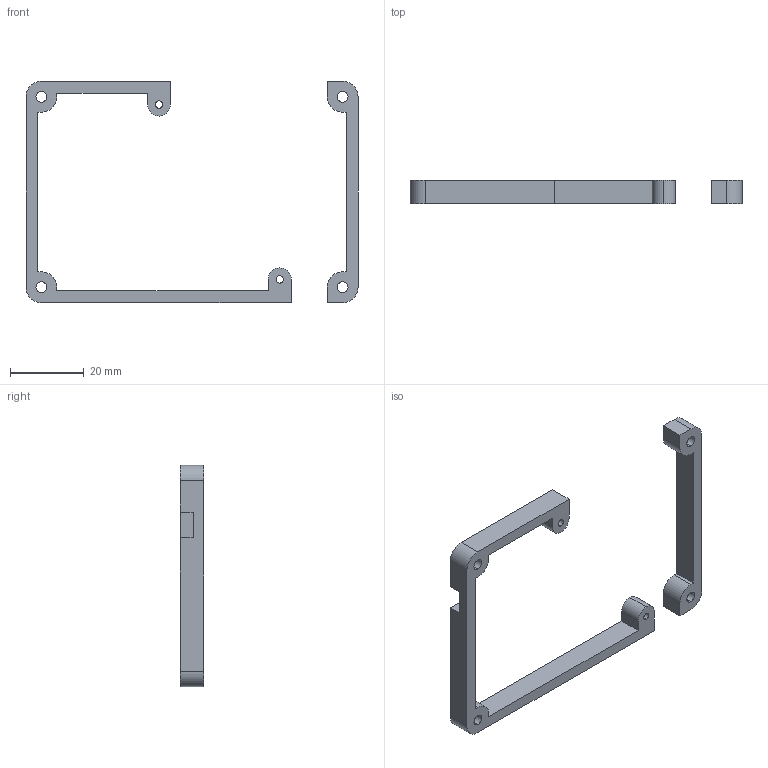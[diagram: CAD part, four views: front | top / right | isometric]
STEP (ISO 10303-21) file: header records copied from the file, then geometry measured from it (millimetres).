
FILE_DESCRIPTION (( 'STEP AP203' ), '1' );
FILE_NAME ('LEDCON.CORESIDE.STEP', '2015-04-08T21:58:38', ( '' ), ( '' ), 'SwSTEP 2.0', 'SolidWorks 2015', '' );
FILE_SCHEMA (( 'CONFIG_CONTROL_DESIGN' ));
Length unit declared in the file: millimetre
Products named in the file (1): LEDCON.CORESIDE
Bounding box: 90 x 6.35 x 60 mm (x, y, z)
Volume: 5380.2 mm3; surface area: 5106.8 mm2
Topology: 2 solids, 2 shells, 54 faces, 150 edges, 100 vertices
Faces by surface type: plane 30, cylinder 24
Entity records: 1841 total; most frequent: DIRECTION 308, CARTESIAN_POINT 305, ORIENTED_EDGE 300, EDGE_CURVE 150, AXIS2_PLACEMENT_3D 103, LINE 102, VECTOR 102, VERTEX_POINT 100
